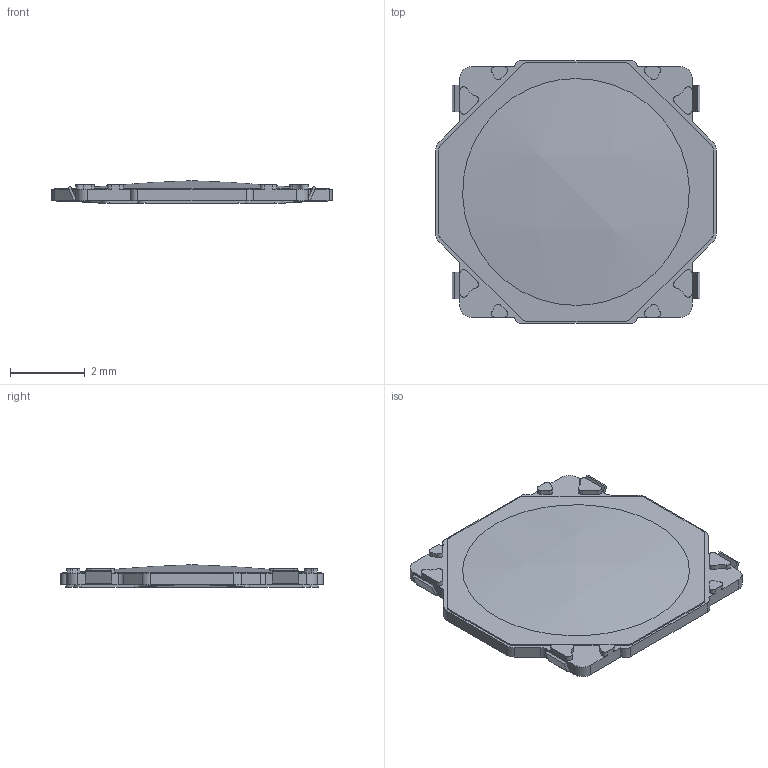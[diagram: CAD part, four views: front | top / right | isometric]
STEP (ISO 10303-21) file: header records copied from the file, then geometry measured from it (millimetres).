
FILE_DESCRIPTION (( 'STEP AP214' ), '1' );
FILE_NAME ('SKRRAAE010.STEP', '2023-04-10T22:59:38', ( '' ), ( '' ), 'SwSTEP 2.0', 'SolidWorks 2013', '' );
FILE_SCHEMA (( 'AUTOMOTIVE_DESIGN' ));
Length unit declared in the file: inch
Products named in the file (1): SKRRAAE010
Bounding box: 7.5 x 7.03 x 0.6 mm (x, y, z)
Volume: 20.9 mm3; surface area: 107.6 mm2
Topology: 1 solids, 1 shells, 167 faces, 480 edges, 318 vertices
Faces by surface type: plane 84, cylinder 82, bspline 1
Entity records: 7794 total; most frequent: CARTESIAN_POINT 1089, ORIENTED_EDGE 960, DIRECTION 952, EDGE_CURVE 480, AXIS2_PLACEMENT_3D 321, VERTEX_POINT 318, VECTOR 310, LINE 310
